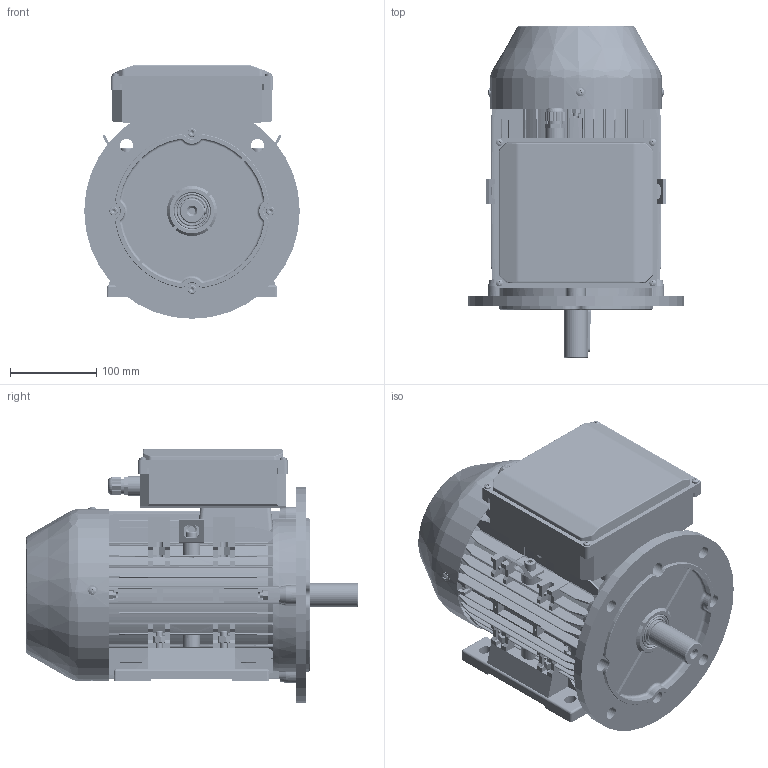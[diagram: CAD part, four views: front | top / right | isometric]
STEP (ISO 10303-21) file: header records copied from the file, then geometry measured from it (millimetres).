
FILE_DESCRIPTION (( 'STEP AP203' ), '1' );
FILE_NAME ('JEML100 B35 Big.STEP', '2024-07-04T03:26:28', ( '' ), ( '' ), 'SwSTEP 2.0', 'SolidWorks 2016', '' );
FILE_SCHEMA (( 'CONFIG_CONTROL_DESIGN' ));
Length unit declared in the file: millimetre
Products named in the file (38): 傷裔粟銅菜 6_GB_FASTENER_WASHER_SW 6; JE3-100菁褐; Y2-90-2 瑞珔; JE3-100瑞欶; MY80-100狟裔蝶菜; 坋趼攫芛蹟隊M4X10_GB_CROSS_SCREWS_TYPE1 M5X10-10  H type-C; 諉華蹟隊 M5X10-6  H type-C_GB_CROSS_SCREWS_TYPE1 M5X10-10  H type-C; PG11; JE3-100儂釱0629; 电容压板60; hexagon nuts grade c gb_GB_FASTENER_NUT_SNC1 M8-N; 瑞欶蹟隊M5X6-6  H type-C_GB_CROSS_SCREWS_TYPE1 M5X10-10  H type-C; JEML100 B35 Big; PG11堤盄蹟杶奻; ヶ裔蹟隊 M8X30-C_GB_FASTENER_SCREWS_HSHCS M8X25-C; 6206粣創; JE3-100 蛌粣; 萇赽燭陑羲壽; MY80-100 出线螺套橡胶塞; 狟裔攫芛蹟隊M5X16-16  H type-C_GB_CROSS_SCREWS_TYPE1 M5X16-16  H type-C; 菁褐粟銅菜 8_GB_FASTENER_WASHER_SW 8; 菁褐囀鞠褒M8X14_GB_FASTENER_SCREWS_HSHCS M8X20-C; 揤盄啣; hexagon nuts grade c gb_GB_FASTENER_NUT_SNC1 M6-C; 30×42×7油封; 奻裔攫芛蹟隊M4X16-16  H type-C_GB_CROSS_SCREWS_TYPE1 M4X16-16  H type-C; 裂遠; cross recessed pan head screws gb_GB_CROSS_SCREWS_TYPE1 M4X10-10  H type-N; PG11堤盄蹟杶狟; 傷裔囀鞠褒M6X35-N_GB_FASTENER_SCREWS_HSHCS M6X30-N; 錨璃10^JEML100 B35 Big; す瑩8X50_GB_CONNECTING_PIECE_KEYS_CWK 8X50; JE3-100傷裔B5(1214); MS100諉盄啣; JE3-100綴 傷裔B3; 奻裔攫芛蹟隊M4X12-16  H type-C_GB_CROSS_SCREWS_TYPE1 M4X16-16  H type-C; 傷裔囀鞠褒M6X25-N_GB_FASTENER_SCREWS_HSHCS M6X30-N; JEML 90F 樓湮
Assembly tree (83 placements, depth 3):
  JEML100 B35 Big
    JE3-100儂釱0629
    JE3-100綴 傷裔B3
    JE3-100傷裔B5(1214)
    JE3-100菁褐  x2
    JE3-100瑞欶
    JE3-100 蛌粣
    Y2-90-2 瑞珔
    30×42×7油封  x2
    6206粣創  x2
    JEML 90F 樓湮
    MY80-100狟裔蝶菜
    PG11
      PG11堤盄蹟杶狟
      PG11堤盄蹟杶奻
      MY80-100 出线螺套橡胶塞
    傷裔囀鞠褒M6X35-N_GB_FASTENER_SCREWS_HSHCS M6X30-N  x7
    hexagon nuts grade c gb_GB_FASTENER_NUT_SNC1 M6-C  x7
    傷裔粟銅菜 6_GB_FASTENER_WASHER_SW 6  x8
    傷裔囀鞠褒M6X25-N_GB_FASTENER_SCREWS_HSHCS M6X30-N
    ヶ裔蹟隊 M8X30-C_GB_FASTENER_SCREWS_HSHCS M8X25-C  x4
    菁褐粟銅菜 8_GB_FASTENER_WASHER_SW 8  x6
    hexagon nuts grade c gb_GB_FASTENER_NUT_SNC1 M8-N  x4
    瑞欶蹟隊M5X6-6  H type-C_GB_CROSS_SCREWS_TYPE1 M5X10-10  H type-C  x3
    す瑩8X50_GB_CONNECTING_PIECE_KEYS_CWK 8X50
    cross recessed pan head screws gb_GB_CROSS_SCREWS_TYPE1 M4X10-10  H type-N  x4
    諉華蹟隊 M5X10-6  H type-C_GB_CROSS_SCREWS_TYPE1 M5X10-10  H type-C  x4
    裂遠  x2
    菁褐囀鞠褒M8X14_GB_FASTENER_SCREWS_HSHCS M8X20-C  x2
    电容压板60
    萇赽燭陑羲壽
    揤盄啣
    奻裔攫芛蹟隊M4X16-16  H type-C_GB_CROSS_SCREWS_TYPE1 M4X16-16  H type-C  x2
    奻裔攫芛蹟隊M4X12-16  H type-C_GB_CROSS_SCREWS_TYPE1 M4X16-16  H type-C  x2
    坋趼攫芛蹟隊M4X10_GB_CROSS_SCREWS_TYPE1 M5X10-10  H type-C  x2
    MS100諉盄啣
    狟裔攫芛蹟隊M5X16-16  H type-C_GB_CROSS_SCREWS_TYPE1 M5X16-16  H type-C  x2
  錨璃10^JEML100 B35 Big
Bounding box: 250 x 384.95 x 294.1 mm (x, y, z)
Volume: 2484001.9 mm3; surface area: 1333862.1 mm2
Topology: 91 solids, 94 shells, 7366 faces, 19834 edges, 12943 vertices
Faces by surface type: plane 4060, cylinder 1840, bspline 687, cone 327, torus 278, sphere 174
Entity records: 247317 total; most frequent: CARTESIAN_POINT 88254, ORIENTED_EDGE 33932, DIRECTION 29147, EDGE_CURVE 16966, VERTEX_POINT 11127, LINE 10651, VECTOR 10651, AXIS2_PLACEMENT_3D 9248
